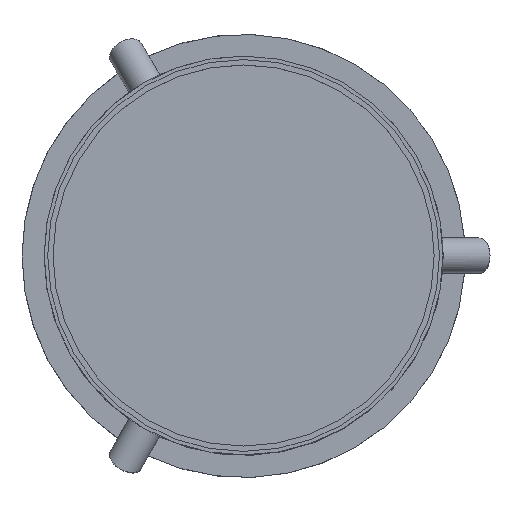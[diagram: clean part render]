
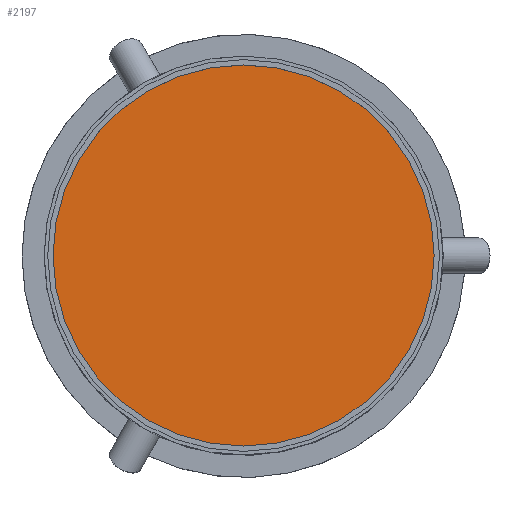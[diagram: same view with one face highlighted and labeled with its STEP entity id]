
A CAD part, top view. The second image highlights one B-rep face of the part: STEP entity #2197.
In plain terms, the highlighted planar face has unit normal (0, 0, 1).
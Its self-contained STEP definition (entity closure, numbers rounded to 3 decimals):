
#200=CIRCLE('',#2460,215.);
#263=PLANE('',#2459);
#384=FACE_OUTER_BOUND('',#557,.T.);
#557=EDGE_LOOP('',(#2003));
#1100=VERTEX_POINT('',#4517);
#1402=EDGE_CURVE('',#1100,#1100,#200,.T.);
#2003=ORIENTED_EDGE('',*,*,#1402,.T.);
#2197=ADVANCED_FACE('',(#384),#263,.T.);
#2459=AXIS2_PLACEMENT_3D('',#4516,#3057,#3058);
#2460=AXIS2_PLACEMENT_3D('',#4518,#3059,#3060);
#3057=DIRECTION('center_axis',(0.,0.,1.));
#3058=DIRECTION('ref_axis',(1.,0.,0.));
#3059=DIRECTION('center_axis',(0.,0.,1.));
#3060=DIRECTION('ref_axis',(-1.,0.,0.));
#4516=CARTESIAN_POINT('Origin',(0.,0.,
291.));
#4517=CARTESIAN_POINT('',(215.,0.,291.));
#4518=CARTESIAN_POINT('Origin',(0.,0.,291.));
